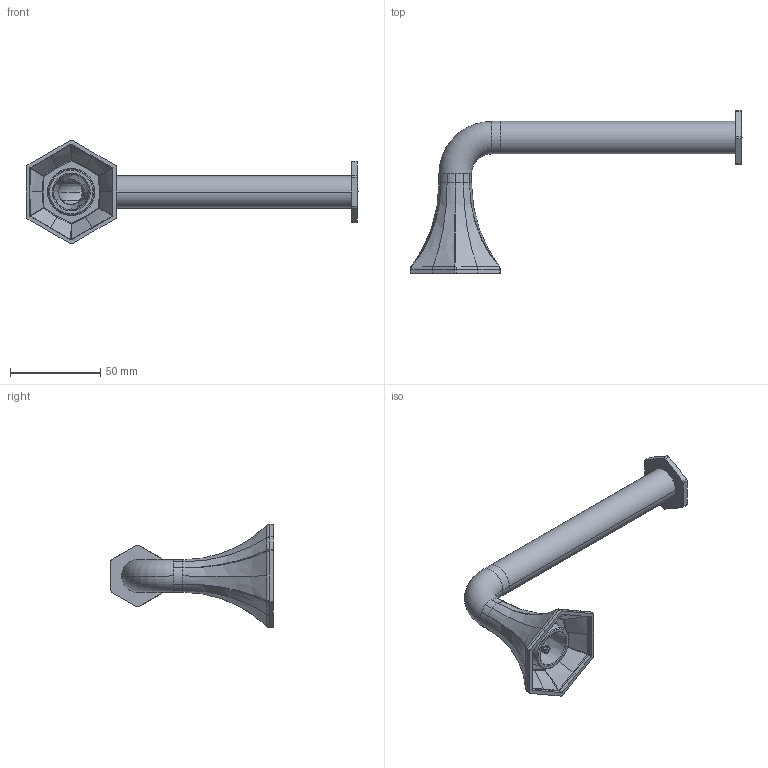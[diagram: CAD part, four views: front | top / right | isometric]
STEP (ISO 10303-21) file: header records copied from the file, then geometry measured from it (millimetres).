
FILE_DESCRIPTION(('CATIA V5 STEP Exchange'),'2;1');
FILE_NAME('CE 09040 0 Portarotolo.stp','2019-02-22T11:45:40+00:00',('none'),('none'),'Version 5-6 Release 2013','CATIA V5 STEP AP203','none');
FILE_SCHEMA(('CONFIG_CONTROL_DESIGN'));
Length unit declared in the file: millimetre
Products named in the file (1): PR.0285.21_AllCATPart
Bounding box: 183.5 x 90 x 57.43 mm (x, y, z)
Volume: 35502.2 mm3; surface area: 33453.5 mm2
Topology: 6 solids, 6 shells, 349 faces, 811 edges, 454 vertices
Faces by surface type: bspline 118, cylinder 97, plane 64, cone 40, torus 16, sphere 14
Entity records: 19920 total; most frequent: CARTESIAN_POINT 13469, ORIENTED_EDGE 1558, DIRECTION 809, EDGE_CURVE 779, VERTEX_POINT 454, AXIS2_PLACEMENT_3D 414, EDGE_LOOP 369, ADVANCED_FACE 349
